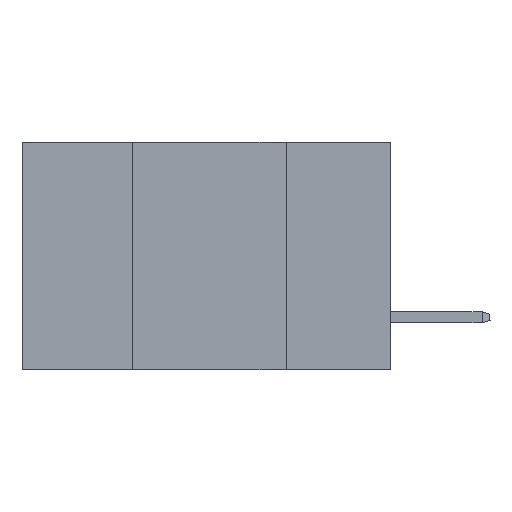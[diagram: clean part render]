
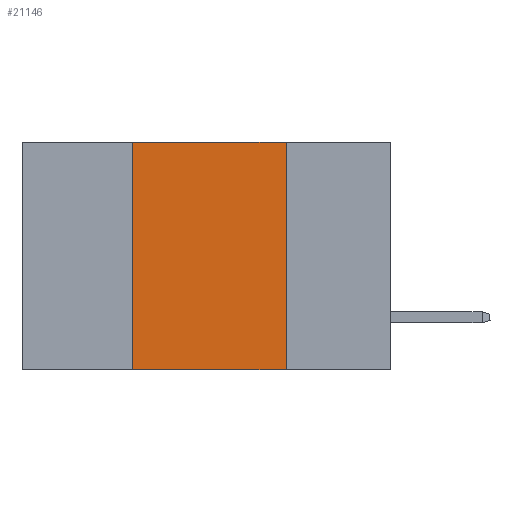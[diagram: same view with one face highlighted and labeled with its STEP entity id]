
A CAD part, left-side view. The second image highlights one B-rep face of the part: STEP entity #21146.
In plain terms, the highlighted planar face has unit normal (-1, 0, 0).
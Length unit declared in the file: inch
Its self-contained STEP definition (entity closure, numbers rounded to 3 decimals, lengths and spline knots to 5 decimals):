
#700 = CARTESIAN_POINT ( 'NONE',  ( 0., 0.17, 0. ) ) ;
#2843 = LINE ( 'NONE', #19863, #3297 ) ;
#3047 = DIRECTION ( 'NONE',  ( 0., -1., 0. ) ) ;
#3106 = PLANE ( 'NONE',  #6625 ) ;
#3186 = EDGE_CURVE ( 'NONE', #26819, #23488, #2843, .T. ) ;
#3297 = VECTOR ( 'NONE', #32465, 39.37008 ) ;
#4320 = FACE_OUTER_BOUND ( 'NONE', #38450, .T. ) ;
#4394 = VERTEX_POINT ( 'NONE', #22679 ) ;
#5979 = LINE ( 'NONE', #28153, #31877 ) ;
#6267 = CARTESIAN_POINT ( 'NONE',  ( 0., 0.6, 0. ) ) ;
#6625 = AXIS2_PLACEMENT_3D ( 'NONE', #6267, #18386, #15383 ) ;
#6694 = DIRECTION ( 'NONE',  ( 0., -1., 0. ) ) ;
#9662 = EDGE_CURVE ( 'NONE', #20739, #23488, #5979, .T. ) ;
#11731 = CARTESIAN_POINT ( 'NONE',  ( 0., 0.17, -0.37 ) ) ;
#11962 = ORIENTED_EDGE ( 'NONE', *, *, #19735, .F. ) ;
#14099 = CARTESIAN_POINT ( 'NONE',  ( 0., 0.42, 0. ) ) ;
#15215 = LINE ( 'NONE', #14099, #20561 ) ;
#15383 = DIRECTION ( 'NONE',  ( 0., 0., -1. ) ) ;
#15402 = EDGE_CURVE ( 'NONE', #4394, #26819, #37791, .T. ) ;
#18386 = DIRECTION ( 'NONE',  ( 1., 0., 0. ) ) ;
#19735 = EDGE_CURVE ( 'NONE', #20739, #4394, #15215, .T. ) ;
#19863 = CARTESIAN_POINT ( 'NONE',  ( 0., 0.17, 0. ) ) ;
#20561 = VECTOR ( 'NONE', #35397, 39.37008 ) ;
#20739 = VERTEX_POINT ( 'NONE', #32101 ) ;
#21146 = ADVANCED_FACE ( 'NONE', ( #4320 ), #3106, .F. ) ;
#21640 = ORIENTED_EDGE ( 'NONE', *, *, #15402, .F. ) ;
#22679 = CARTESIAN_POINT ( 'NONE',  ( 0., 0.42, 0. ) ) ;
#22819 = ORIENTED_EDGE ( 'NONE', *, *, #9662, .T. ) ;
#23488 = VERTEX_POINT ( 'NONE', #11731 ) ;
#25066 = CARTESIAN_POINT ( 'NONE',  ( 0., 0.6, 0. ) ) ;
#26819 = VERTEX_POINT ( 'NONE', #700 ) ;
#27540 = VECTOR ( 'NONE', #6694, 39.37008 ) ;
#28153 = CARTESIAN_POINT ( 'NONE',  ( 0., 0.6, -0.37 ) ) ;
#28251 = ORIENTED_EDGE ( 'NONE', *, *, #3186, .F. ) ;
#31877 = VECTOR ( 'NONE', #3047, 39.37008 ) ;
#32101 = CARTESIAN_POINT ( 'NONE',  ( 0., 0.42, -0.37 ) ) ;
#32465 = DIRECTION ( 'NONE',  ( 0., 0., -1. ) ) ;
#35397 = DIRECTION ( 'NONE',  ( 0., 0., 1. ) ) ;
#37791 = LINE ( 'NONE', #25066, #27540 ) ;
#38450 = EDGE_LOOP ( 'NONE', ( #28251, #21640, #11962, #22819 ) ) ;
